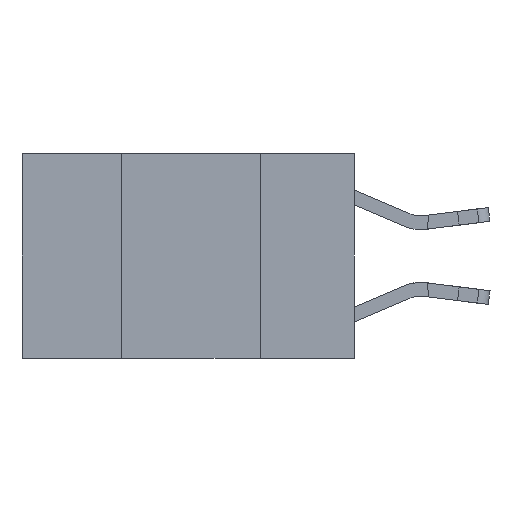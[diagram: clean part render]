
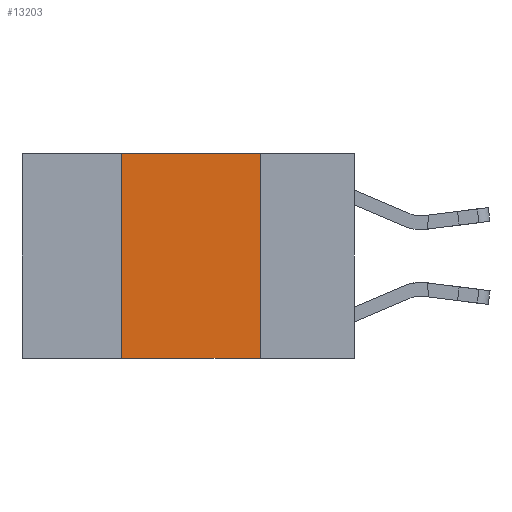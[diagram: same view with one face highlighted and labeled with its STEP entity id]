
A CAD part, left-side view. The second image highlights one B-rep face of the part: STEP entity #13203.
In plain terms, the highlighted planar face has unit normal (-1, 0, 0).
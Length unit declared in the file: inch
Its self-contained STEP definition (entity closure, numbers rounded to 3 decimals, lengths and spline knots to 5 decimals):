
#670 = DIRECTION ( 'NONE',  ( 0., 0., -1. ) ) ;
#855 = DIRECTION ( 'NONE',  ( 0., -1., 0. ) ) ;
#1284 = CARTESIAN_POINT ( 'NONE',  ( 0., 0.17, 0. ) ) ;
#1428 = VECTOR ( 'NONE', #1481, 39.37008 ) ;
#1481 = DIRECTION ( 'NONE',  ( 0., -1., 0. ) ) ;
#2170 = LINE ( 'NONE', #14129, #13543 ) ;
#4569 = LINE ( 'NONE', #7536, #9264 ) ;
#6680 = LINE ( 'NONE', #23644, #1428 ) ;
#7329 = CARTESIAN_POINT ( 'NONE',  ( 0., 0.42, 0. ) ) ;
#7536 = CARTESIAN_POINT ( 'NONE',  ( 0., 0.6, -0.37 ) ) ;
#7673 = ORIENTED_EDGE ( 'NONE', *, *, #15434, .F. ) ;
#8120 = ORIENTED_EDGE ( 'NONE', *, *, #10158, .F. ) ;
#9264 = VECTOR ( 'NONE', #855, 39.37008 ) ;
#9562 = DIRECTION ( 'NONE',  ( 0., 0., 1. ) ) ;
#9664 = AXIS2_PLACEMENT_3D ( 'NONE', #11946, #14231, #670 ) ;
#10124 = VERTEX_POINT ( 'NONE', #14026 ) ;
#10139 = VECTOR ( 'NONE', #9562, 39.37008 ) ;
#10158 = EDGE_CURVE ( 'NONE', #11273, #24154, #2170, .T. ) ;
#10370 = ORIENTED_EDGE ( 'NONE', *, *, #14696, .T. ) ;
#10868 = LINE ( 'NONE', #7329, #10139 ) ;
#11273 = VERTEX_POINT ( 'NONE', #1284 ) ;
#11946 = CARTESIAN_POINT ( 'NONE',  ( 0., 0.6, 0. ) ) ;
#13197 = EDGE_CURVE ( 'NONE', #10124, #28205, #10868, .T. ) ;
#13203 = ADVANCED_FACE ( 'NONE', ( #16118 ), #24996, .F. ) ;
#13543 = VECTOR ( 'NONE', #18510, 39.37008 ) ;
#14026 = CARTESIAN_POINT ( 'NONE',  ( 0., 0.42, -0.37 ) ) ;
#14129 = CARTESIAN_POINT ( 'NONE',  ( 0., 0.17, 0. ) ) ;
#14231 = DIRECTION ( 'NONE',  ( 1., 0., 0. ) ) ;
#14696 = EDGE_CURVE ( 'NONE', #10124, #24154, #4569, .T. ) ;
#15434 = EDGE_CURVE ( 'NONE', #28205, #11273, #6680, .T. ) ;
#16118 = FACE_OUTER_BOUND ( 'NONE', #21577, .T. ) ;
#16922 = CARTESIAN_POINT ( 'NONE',  ( 0., 0.42, 0. ) ) ;
#18510 = DIRECTION ( 'NONE',  ( 0., 0., -1. ) ) ;
#19813 = ORIENTED_EDGE ( 'NONE', *, *, #13197, .F. ) ;
#21577 = EDGE_LOOP ( 'NONE', ( #8120, #7673, #19813, #10370 ) ) ;
#23644 = CARTESIAN_POINT ( 'NONE',  ( 0., 0.6, 0. ) ) ;
#23704 = CARTESIAN_POINT ( 'NONE',  ( 0., 0.17, -0.37 ) ) ;
#24154 = VERTEX_POINT ( 'NONE', #23704 ) ;
#24996 = PLANE ( 'NONE',  #9664 ) ;
#28205 = VERTEX_POINT ( 'NONE', #16922 ) ;
